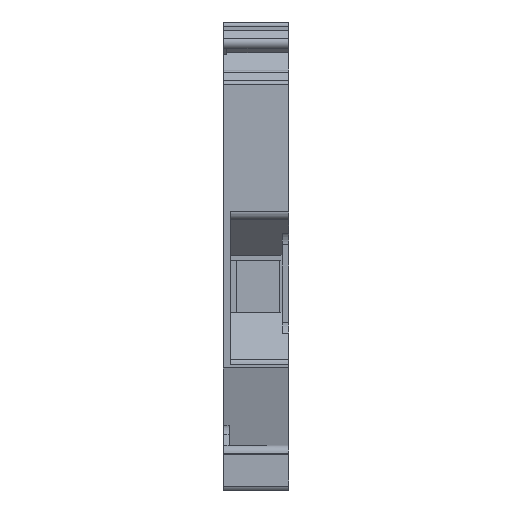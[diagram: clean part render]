
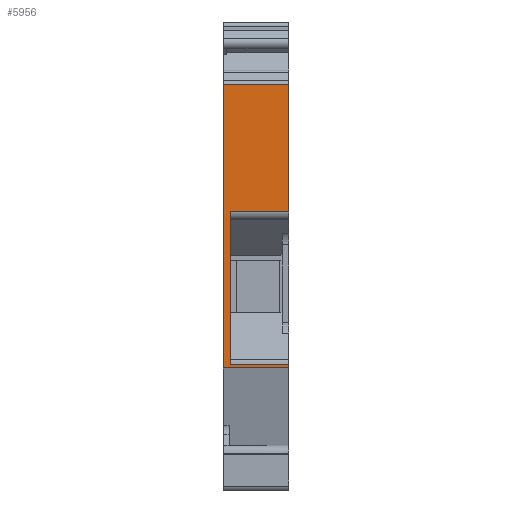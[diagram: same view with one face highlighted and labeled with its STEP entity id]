
A CAD part, left-side view. The second image highlights one B-rep face of the part: STEP entity #5956.
In plain terms, the highlighted planar face has unit normal (-1, 0, 0).
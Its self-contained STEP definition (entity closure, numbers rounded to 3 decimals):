
#1105=ORIENTED_EDGE('',*,*,#2015,.T.);
#1106=ORIENTED_EDGE('',*,*,#2016,.T.);
#1107=ORIENTED_EDGE('',*,*,#1764,.T.);
#1108=ORIENTED_EDGE('',*,*,#2017,.T.);
#1109=ORIENTED_EDGE('',*,*,#1765,.T.);
#1110=ORIENTED_EDGE('',*,*,#1728,.F.);
#1111=ORIENTED_EDGE('',*,*,#2014,.T.);
#1112=ORIENTED_EDGE('',*,*,#2018,.T.);
#1728=EDGE_CURVE('',#2316,#2317,#2713,.T.);
#1764=EDGE_CURVE('',#2345,#2346,#2741,.T.);
#1765=EDGE_CURVE('',#2347,#2317,#2742,.F.);
#2014=EDGE_CURVE('',#2316,#2479,#2944,.T.);
#2015=EDGE_CURVE('',#2480,#2481,#2945,.T.);
#2016=EDGE_CURVE('',#2481,#2345,#2946,.T.);
#2017=EDGE_CURVE('',#2346,#2347,#2947,.T.);
#2018=EDGE_CURVE('',#2479,#2480,#2948,.T.);
#2316=VERTEX_POINT('',#8108);
#2317=VERTEX_POINT('',#8110);
#2345=VERTEX_POINT('',#8179);
#2346=VERTEX_POINT('',#8181);
#2347=VERTEX_POINT('',#8185);
#2479=VERTEX_POINT('',#8679);
#2480=VERTEX_POINT('',#8683);
#2481=VERTEX_POINT('',#8684);
#2713=LINE('',#8109,#3205);
#2741=LINE('',#8182,#3233);
#2742=LINE('',#8184,#3234);
#2944=LINE('',#8680,#3436);
#2945=LINE('',#8682,#3437);
#2946=LINE('',#8685,#3438);
#2947=LINE('',#8686,#3439);
#2948=LINE('',#8687,#3440);
#3205=VECTOR('',#6789,1000.);
#3233=VECTOR('',#6847,1000.);
#3234=VECTOR('',#6850,1000.);
#3436=VECTOR('',#7374,1000.);
#3437=VECTOR('',#7377,1000.);
#3438=VECTOR('',#7378,1000.);
#3439=VECTOR('',#7379,1000.);
#3440=VECTOR('',#7380,1000.);
#3706=EDGE_LOOP('',(#1105,#1106,#1107,#1108,#1109,#1110,#1111,#1112));
#3951=FACE_BOUND('',#3706,.T.);
#4131=PLANE('',#6309);
#5956=ADVANCED_FACE('',(#3951),#4131,.T.);
#6309=AXIS2_PLACEMENT_3D('',#8681,#7375,#7376);
#6789=DIRECTION('',(0.,0.,1.));
#6847=DIRECTION('',(0.,-1.,0.));
#6850=DIRECTION('',(0.,-1.,0.));
#7374=DIRECTION('',(0.,-1.,0.));
#7375=DIRECTION('',(-1.,0.,0.));
#7376=DIRECTION('',(0.,0.,1.));
#7377=DIRECTION('',(0.,1.,0.));
#7378=DIRECTION('',(0.,0.,1.));
#7379=DIRECTION('',(0.,0.,1.));
#7380=DIRECTION('',(0.,0.,1.));
#8108=CARTESIAN_POINT('',(-30.5,0.,-13.783));
#8109=CARTESIAN_POINT('',(-30.5,0.,-28.8));
#8110=CARTESIAN_POINT('',(-30.5,0.,21.093));
#8179=CARTESIAN_POINT('',(-30.5,-0.8,5.461));
#8181=CARTESIAN_POINT('',(-30.5,-8.,5.461));
#8182=CARTESIAN_POINT('',(-30.5,-8.,5.461));
#8184=CARTESIAN_POINT('',(-30.5,-8.,21.093));
#8185=CARTESIAN_POINT('',(-30.5,-8.,21.093));
#8679=CARTESIAN_POINT('',(-30.5,-8.,-13.783));
#8680=CARTESIAN_POINT('',(-30.5,76.278,-13.783));
#8681=CARTESIAN_POINT('',(-30.5,-8.,-28.8));
#8682=CARTESIAN_POINT('',(-30.5,-0.8,-13.414));
#8683=CARTESIAN_POINT('',(-30.5,-8.,-13.414));
#8684=CARTESIAN_POINT('',(-30.5,-0.8,-13.414));
#8685=CARTESIAN_POINT('',(-30.5,-0.8,-13.));
#8686=CARTESIAN_POINT('',(-30.5,-8.,-28.8));
#8687=CARTESIAN_POINT('',(-30.5,-8.,-28.8));
